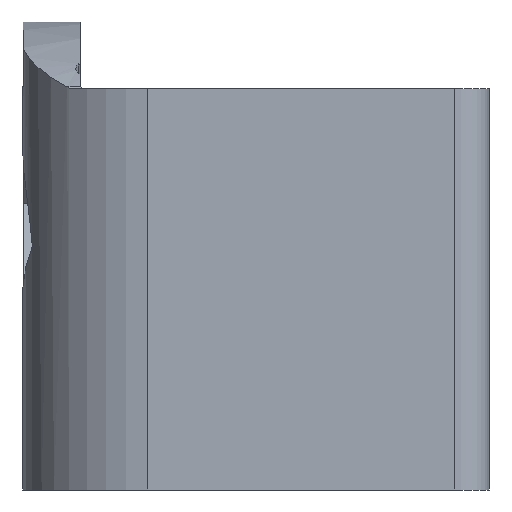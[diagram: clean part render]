
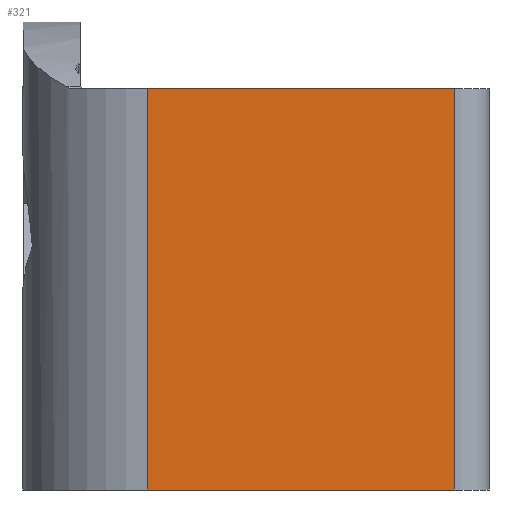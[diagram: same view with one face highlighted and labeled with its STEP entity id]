
A CAD part, left-side view. The second image highlights one B-rep face of the part: STEP entity #321.
In plain terms, the highlighted planar face has unit normal (-1, 0, 0).
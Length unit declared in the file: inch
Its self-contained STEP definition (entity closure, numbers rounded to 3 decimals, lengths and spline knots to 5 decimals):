
#85 = LINE ( 'NONE', #714, #724 ) ;
#102 = DIRECTION ( 'NONE',  ( 0., 1., 0. ) ) ;
#111 = DIRECTION ( 'NONE',  ( 0., -1., 0. ) ) ;
#136 = CARTESIAN_POINT ( 'NONE',  ( 0., 0.61348, 0.00394 ) ) ;
#217 = CARTESIAN_POINT ( 'NONE',  ( 0., 0.61348, 0.72835 ) ) ;
#281 = LINE ( 'NONE', #511, #520 ) ;
#321 = ADVANCED_FACE ( 'NONE', ( #1566 ), #853, .F. ) ;
#357 = CARTESIAN_POINT ( 'NONE',  ( 0., 0.0625, 0.72835 ) ) ;
#364 = LINE ( 'NONE', #1103, #523 ) ;
#366 = VECTOR ( 'NONE', #508, 39.37008 ) ;
#374 = EDGE_CURVE ( 'NONE', #810, #389, #281, .T. ) ;
#384 = VERTEX_POINT ( 'NONE', #987 ) ;
#389 = VERTEX_POINT ( 'NONE', #136 ) ;
#403 = CARTESIAN_POINT ( 'NONE',  ( 0., 0.61348, 0.72441 ) ) ;
#433 = CARTESIAN_POINT ( 'NONE',  ( 0., 0.0625, 0.72441 ) ) ;
#498 = EDGE_CURVE ( 'NONE', #384, #389, #85, .T. ) ;
#508 = DIRECTION ( 'NONE',  ( 0., 0., -1. ) ) ;
#511 = CARTESIAN_POINT ( 'NONE',  ( 0., 0.61348, 0.72835 ) ) ;
#520 = VECTOR ( 'NONE', #1245, 39.37008 ) ;
#523 = VECTOR ( 'NONE', #111, 39.37008 ) ;
#582 = EDGE_CURVE ( 'NONE', #712, #384, #1215, .T. ) ;
#610 = ORIENTED_EDGE ( 'NONE', *, *, #582, .F. ) ;
#655 = EDGE_CURVE ( 'NONE', #810, #712, #364, .T. ) ;
#712 = VERTEX_POINT ( 'NONE', #433 ) ;
#714 = CARTESIAN_POINT ( 'NONE',  ( 0., 0.0625, 0.00394 ) ) ;
#724 = VECTOR ( 'NONE', #1417, 39.37008 ) ;
#726 = ORIENTED_EDGE ( 'NONE', *, *, #655, .F. ) ;
#810 = VERTEX_POINT ( 'NONE', #403 ) ;
#839 = DIRECTION ( 'NONE',  ( 1., 0., 0. ) ) ;
#853 = PLANE ( 'NONE',  #1338 ) ;
#987 = CARTESIAN_POINT ( 'NONE',  ( 0., 0.0625, 0.00394 ) ) ;
#1103 = CARTESIAN_POINT ( 'NONE',  ( 0., 0.61348, 0.72441 ) ) ;
#1106 = EDGE_LOOP ( 'NONE', ( #726, #1189, #1144, #610 ) ) ;
#1144 = ORIENTED_EDGE ( 'NONE', *, *, #498, .F. ) ;
#1189 = ORIENTED_EDGE ( 'NONE', *, *, #374, .T. ) ;
#1215 = LINE ( 'NONE', #357, #366 ) ;
#1245 = DIRECTION ( 'NONE',  ( 0., 0., -1. ) ) ;
#1338 = AXIS2_PLACEMENT_3D ( 'NONE', #217, #839, #102 ) ;
#1417 = DIRECTION ( 'NONE',  ( 0., 1., 0. ) ) ;
#1566 = FACE_OUTER_BOUND ( 'NONE', #1106, .T. ) ;
